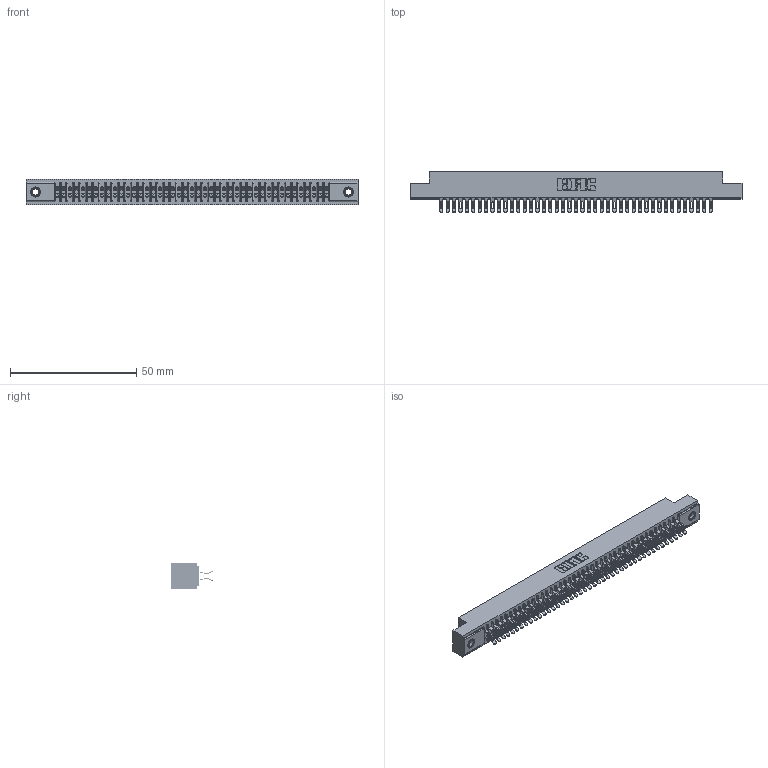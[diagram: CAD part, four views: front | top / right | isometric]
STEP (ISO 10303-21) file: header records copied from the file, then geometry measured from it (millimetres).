
FILE_DESCRIPTION (( 'STEP AP203' ), '1' );
FILE_NAME ('341-086-555-207.STEP', '2018-08-07T23:14:35', ( '' ), ( '' ), 'SwSTEP 2.0', 'SolidWorks 2016', '' );
FILE_SCHEMA (( 'CONFIG_CONTROL_DESIGN' ));
Length unit declared in the file: inch
Products named in the file (4): 341 Part_.156 (3.96) Dia Mounting Holes; 341-292-001_341-292-155; 345-250-001_345-250-005-103; 341-086-555-207
Assembly tree (89 placements, depth 2):
  341-086-555-207
    341 Part_.156 (3.96) Dia Mounting Holes
    341-292-001_341-292-155  x86
    345-250-001_345-250-005-103  x2
Bounding box: 131.44 x 16.31 x 10.16 mm (x, y, z)
Volume: 9803.2 mm3; surface area: 18170.6 mm2
Topology: 89 solids, 89 shells, 6884 faces, 20533 edges, 13362 vertices
Faces by surface type: plane 3712, cylinder 2984, sphere 88, torus 88, cone 12
Entity records: 53561 total; most frequent: CARTESIAN_POINT 8902, ORIENTED_EDGE 8830, DIRECTION 8639, EDGE_CURVE 4415, VECTOR 3549, LINE 3549, VERTEX_POINT 2792, AXIS2_PLACEMENT_3D 2545
